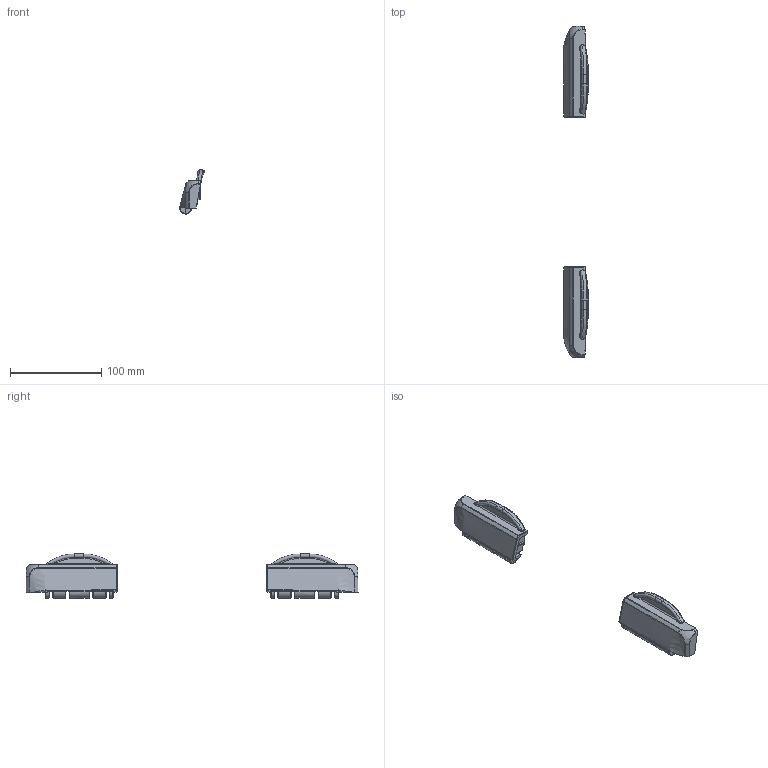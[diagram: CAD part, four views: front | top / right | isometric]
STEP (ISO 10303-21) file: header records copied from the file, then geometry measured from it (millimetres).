
FILE_DESCRIPTION(/* description */ (''),/* implementation_level */ '2;1');
FILE_NAME(/* name */ '96910004.E_B SC HB-E PC-V0 7024.stp',/* time_stamp */ '2014-12-16T08:57:34+01:00',/* author */ ('haertel'),/* organization */ (''),/* preprocessor_version */ 'ST-DEVELOPER v15.6',/* originating_system */ 'Autodesk Inventor 2015',/* authorisation */ '');
FILE_SCHEMA (('AUTOMOTIVE_DESIGN { 1 0 10303 214 3 1 1 }'));
Products named in the file (3): 1010622_3Dsym; 1010621_3Dsym; 96910004_B SC HB PC-V0 7024
Assembly tree (2 placements, depth 2):
  96910004_B SC HB PC-V0 7024
    1010622_3Dsym
    1010621_3Dsym
Bounding box: 27.03 x 364 x 48.32 mm (x, y, z)
Volume: 47170.8 mm3; surface area: 32249.5 mm2
Topology: 2 solids, 2 shells, 1028 faces, 2610 edges, 1566 vertices
Faces by surface type: bspline 374, cylinder 354, plane 270, sphere 18, torus 8, cone 4
Full cylindrical faces by diameter (mm): 6 x4
Entity records: 58521 total; most frequent: CARTESIAN_POINT 34969, ORIENTED_EDGE 5152, DIRECTION 4640, EDGE_CURVE 2576, AXIS2_PLACEMENT_3D 1779, VERTEX_POINT 1562, LINE 1082, VECTOR 1082
